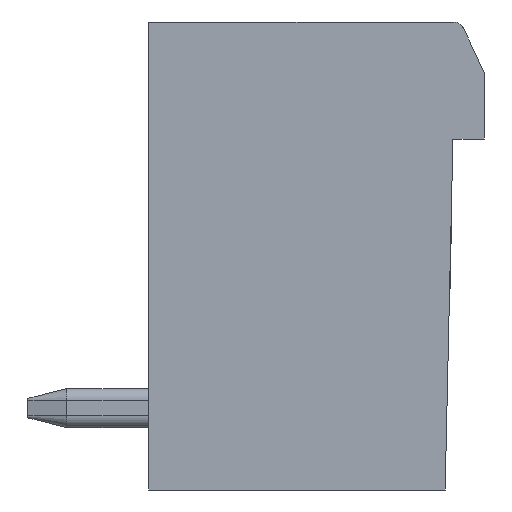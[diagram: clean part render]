
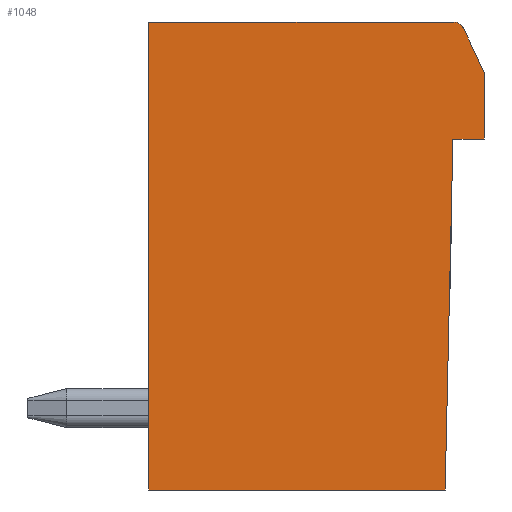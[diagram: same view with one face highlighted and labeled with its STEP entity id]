
A CAD part, left-side view. The second image highlights one B-rep face of the part: STEP entity #1048.
In plain terms, the highlighted planar face has unit normal (-1, 0, 0).
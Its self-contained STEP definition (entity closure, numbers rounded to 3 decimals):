
#1048=ADVANCED_FACE('',(#2610),#1830,.F.);
#1830=PLANE('',#17326);
#2610=FACE_OUTER_BOUND('',#3526,.T.);
#3526=EDGE_LOOP('',(#11147,#11148,#11149,#11150,#11151,#11152,#11153,#11154));
#4022=LINE('',#22592,#5969);
#4025=LINE('',#22598,#5972);
#4028=LINE('',#22604,#5975);
#4283=LINE('',#23113,#6230);
#4327=LINE('',#23193,#6274);
#4356=LINE('',#23258,#6303);
#5395=LINE('',#25964,#7342);
#5969=VECTOR('',#18142,1.);
#5972=VECTOR('',#18147,1.);
#5975=VECTOR('',#18152,1.);
#6230=VECTOR('',#18409,1.);
#6274=VECTOR('',#18455,1.);
#6303=VECTOR('',#18496,1.);
#7342=VECTOR('',#20905,1.);
#11147=ORIENTED_EDGE('',*,*,#14140,.F.);
#11148=ORIENTED_EDGE('',*,*,#14137,.F.);
#11149=ORIENTED_EDGE('',*,*,#14134,.F.);
#11150=ORIENTED_EDGE('',*,*,#15718,.F.);
#11151=ORIENTED_EDGE('',*,*,#15468,.F.);
#11152=ORIENTED_EDGE('',*,*,#14472,.T.);
#11153=ORIENTED_EDGE('',*,*,#14439,.T.);
#11154=ORIENTED_EDGE('',*,*,#14395,.F.);
#12554=VERTEX_POINT('',#22558);
#12570=VERTEX_POINT('',#22591);
#12572=VERTEX_POINT('',#22596);
#12574=VERTEX_POINT('',#22602);
#12828=VERTEX_POINT('',#23114);
#12846=VERTEX_POINT('',#23151);
#12893=VERTEX_POINT('',#23259);
#13616=VERTEX_POINT('',#25331);
#14134=EDGE_CURVE('',#12570,#12554,#4022,.T.);
#14137=EDGE_CURVE('',#12554,#12572,#4025,.T.);
#14140=EDGE_CURVE('',#12572,#12574,#4028,.T.);
#14395=EDGE_CURVE('',#12574,#12828,#4283,.T.);
#14439=EDGE_CURVE('',#12846,#12828,#4327,.T.);
#14472=EDGE_CURVE('',#12893,#12846,#4356,.T.);
#15468=EDGE_CURVE('',#12893,#13616,#16407,.T.);
#15718=EDGE_CURVE('',#13616,#12570,#5395,.T.);
#16407=CIRCLE('',#17076,0.3);
#17076=AXIS2_PLACEMENT_3D('',#25330,#20200,#20201);
#17326=AXIS2_PLACEMENT_3D('',#25965,#20906,#20907);
#18142=DIRECTION('',(0.,0.,-1.));
#18147=DIRECTION('',(0.,1.,0.));
#18152=DIRECTION('',(0.,0.022,-1.));
#18409=DIRECTION('',(0.,1.,0.));
#18455=DIRECTION('',(0.,0.,-1.));
#18496=DIRECTION('',(0.,1.,0.));
#20200=DIRECTION('',(1.,0.,0.));
#20201=DIRECTION('',(0.,0.,1.));
#20905=DIRECTION('',(0.,-0.419,-0.908));
#20906=DIRECTION('',(1.,0.,0.));
#20907=DIRECTION('',(0.,0.,-1.));
#22558=CARTESIAN_POINT('',(90.,0.,-3.));
#22591=CARTESIAN_POINT('',(90.,0.,-1.3));
#22592=CARTESIAN_POINT('',(90.,0.,-1.3));
#22596=CARTESIAN_POINT('',(90.,0.8,-3.));
#22598=CARTESIAN_POINT('',(90.,0.,-3.));
#22602=CARTESIAN_POINT('',(90.,1.,-12.));
#22604=CARTESIAN_POINT('',(90.,0.8,-3.));
#23113=CARTESIAN_POINT('',(90.,1.,-12.));
#23114=CARTESIAN_POINT('',(90.,8.6,-12.));
#23151=CARTESIAN_POINT('',(90.,8.6,0.));
#23193=CARTESIAN_POINT('',(90.,8.6,0.));
#23258=CARTESIAN_POINT('',(90.,0.792,0.));
#23259=CARTESIAN_POINT('',(90.,0.792,0.));
#25330=CARTESIAN_POINT('',(90.,0.792,-0.3));
#25331=CARTESIAN_POINT('',(90.,0.52,-0.174));
#25964=CARTESIAN_POINT('',(90.,0.52,-0.174));
#25965=CARTESIAN_POINT('',(90.,4.3,-6.));
